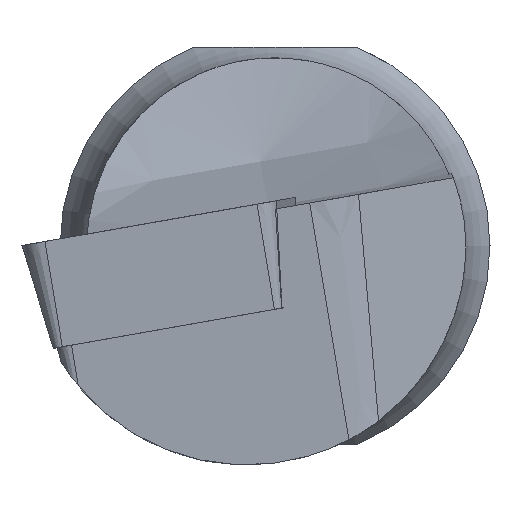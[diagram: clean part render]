
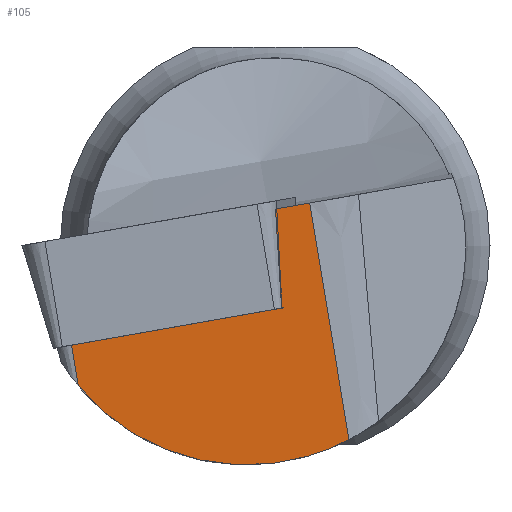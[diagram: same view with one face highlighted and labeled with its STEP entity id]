
A CAD part, left-side view. The second image highlights one B-rep face of the part: STEP entity #105.
In plain terms, the highlighted planar face has unit normal (-0.989, -0.105, -0.105).
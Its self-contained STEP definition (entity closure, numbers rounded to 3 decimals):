
#105=ADVANCED_FACE('',(#152),#136,.T.);
#136=PLANE('',#568);
#152=FACE_OUTER_BOUND('',#180,.T.);
#180=EDGE_LOOP('',(#218,#219,#220,#221,#222,#223));
#214=ELLIPSE('',#567,8.242,8.15);
#218=ORIENTED_EDGE('',*,*,#416,.F.);
#219=ORIENTED_EDGE('',*,*,#417,.F.);
#220=ORIENTED_EDGE('',*,*,#418,.F.);
#221=ORIENTED_EDGE('',*,*,#419,.T.);
#222=ORIENTED_EDGE('',*,*,#420,.T.);
#223=ORIENTED_EDGE('',*,*,#421,.F.);
#366=VERTEX_POINT('',#765);
#367=VERTEX_POINT('',#766);
#368=VERTEX_POINT('',#768);
#369=VERTEX_POINT('',#770);
#370=VERTEX_POINT('',#772);
#371=VERTEX_POINT('',#774);
#416=EDGE_CURVE('',#366,#367,#490,.T.);
#417=EDGE_CURVE('',#368,#366,#491,.T.);
#418=EDGE_CURVE('',#369,#368,#492,.T.);
#419=EDGE_CURVE('',#369,#370,#214,.T.);
#420=EDGE_CURVE('',#370,#371,#493,.T.);
#421=EDGE_CURVE('',#367,#371,#494,.T.);
#490=LINE('',#764,#528);
#491=LINE('',#767,#529);
#492=LINE('',#769,#530);
#493=LINE('',#773,#531);
#494=LINE('',#775,#532);
#528=VECTOR('',#621,1.);
#529=VECTOR('',#622,1.);
#530=VECTOR('',#623,1.);
#531=VECTOR('',#626,1.);
#532=VECTOR('',#627,1.);
#567=AXIS2_PLACEMENT_3D('',#771,#624,#625);
#568=AXIS2_PLACEMENT_3D('',#776,#628,#629);
#621=DIRECTION('',(-0.112,0.061,0.992));
#622=DIRECTION('',(0.086,-0.981,0.173));
#623=DIRECTION('',(-0.121,0.162,0.979));
#624=DIRECTION('',(-0.989,-0.105,-0.105));
#625=DIRECTION('',(0.149,-0.699,-0.7));
#626=DIRECTION('',(-0.121,0.162,0.979));
#627=DIRECTION('',(0.086,-0.981,0.173));
#628=DIRECTION('',(-0.989,-0.105,-0.105));
#629=DIRECTION('',(-0.106,0.,0.994));
#764=CARTESIAN_POINT('',(1.027,-0.051,0.83));
#765=CARTESIAN_POINT('',(1.382,-0.246,-2.313));
#766=CARTESIAN_POINT('',(0.965,-0.017,1.374));
#767=CARTESIAN_POINT('',(0.698,7.574,-3.692));
#768=CARTESIAN_POINT('',(0.698,7.574,-3.692));
#769=CARTESIAN_POINT('',(0.212,8.222,0.225));
#770=CARTESIAN_POINT('',(0.885,7.324,-5.202));
#771=CARTESIAN_POINT('',(0.998,1.05,0.));
#772=CARTESIAN_POINT('',(2.169,-2.751,-7.21));
#773=CARTESIAN_POINT('',(1.04,-1.244,1.894));
#774=CARTESIAN_POINT('',(1.077,-1.293,1.598));
#775=CARTESIAN_POINT('',(0.249,8.173,-0.071));
#776=CARTESIAN_POINT('',(0.212,8.222,0.225));
